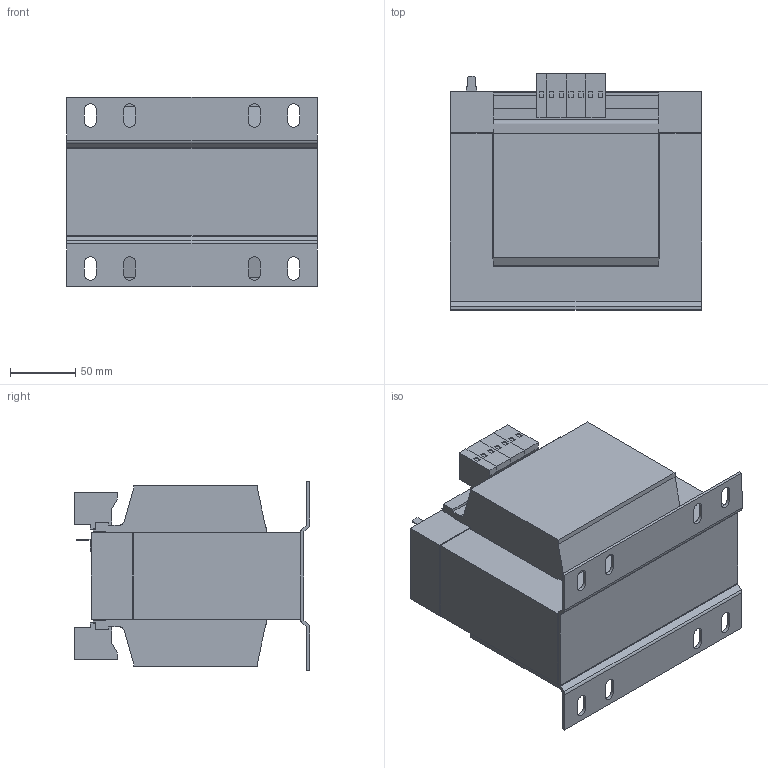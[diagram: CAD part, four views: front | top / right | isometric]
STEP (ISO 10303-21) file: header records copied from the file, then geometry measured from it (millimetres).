
FILE_DESCRIPTION (( 'STEP AP214' ), '1' );
FILE_NAME ('205578.STEP', '2020-05-29T04:48:17', ( '' ), ( '' ), 'SwSTEP 2.0', 'SolidWorks 2018', '' );
FILE_SCHEMA (( 'AUTOMOTIVE_DESIGN' ));
Length unit declared in the file: millimetre
Products named in the file (1): 205578
Bounding box: 192 x 180.3 x 145 mm (x, y, z)
Volume: 3117362.2 mm3; surface area: 233779.7 mm2
Topology: 1 solids, 1 shells, 290 faces, 756 edges, 488 vertices
Faces by surface type: plane 234, cylinder 56
Entity records: 8822 total; most frequent: CARTESIAN_POINT 1535, ORIENTED_EDGE 1512, DIRECTION 1450, EDGE_CURVE 756, VECTOR 644, LINE 644, VERTEX_POINT 488, AXIS2_PLACEMENT_3D 403
